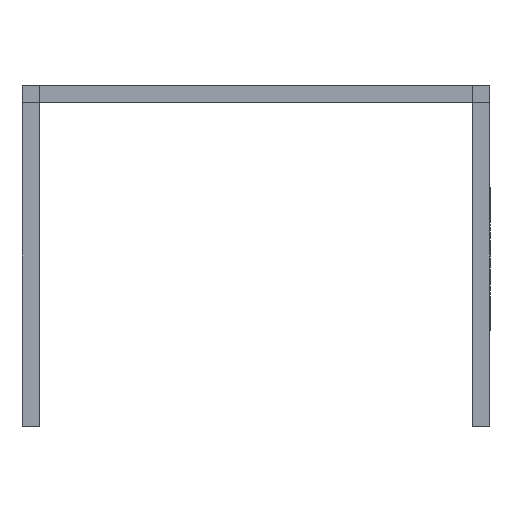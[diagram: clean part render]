
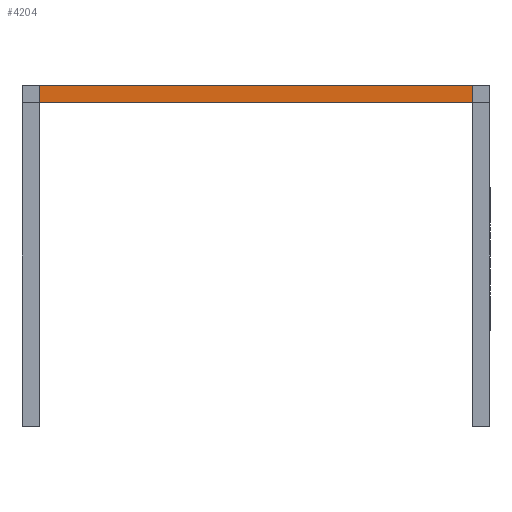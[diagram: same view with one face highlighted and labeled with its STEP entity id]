
A CAD part, front view. The second image highlights one B-rep face of the part: STEP entity #4204.
In plain terms, the highlighted planar face has unit normal (0, -1, 0).
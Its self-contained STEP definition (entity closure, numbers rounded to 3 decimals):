
#563 = DIRECTION ( 'NONE',  ( 1., 0., 0. ) ) ;
#780 = LINE ( 'NONE', #8501, #9798 ) ;
#916 = LINE ( 'NONE', #13687, #6949 ) ;
#1451 = FACE_OUTER_BOUND ( 'NONE', #2079, .T. ) ;
#1527 = ORIENTED_EDGE ( 'NONE', *, *, #8457, .T. ) ;
#2079 = EDGE_LOOP ( 'NONE', ( #12343, #7642, #1527, #3314 ) ) ;
#3105 = EDGE_CURVE ( 'NONE', #9689, #8873, #916, .T. ) ;
#3314 = ORIENTED_EDGE ( 'NONE', *, *, #3105, .F. ) ;
#4204 = ADVANCED_FACE ( 'NONE', ( #1451 ), #5219, .T. ) ;
#5219 = PLANE ( 'NONE',  #12278 ) ;
#5719 = VECTOR ( 'NONE', #563, 1000. ) ;
#6014 = DIRECTION ( 'NONE',  ( 0., -1., 0. ) ) ;
#6345 = DIRECTION ( 'NONE',  ( 0., 0., 1. ) ) ;
#6809 = VERTEX_POINT ( 'NONE', #14419 ) ;
#6949 = VECTOR ( 'NONE', #10986, 1000. ) ;
#7458 = LINE ( 'NONE', #14141, #8478 ) ;
#7642 = ORIENTED_EDGE ( 'NONE', *, *, #11141, .T. ) ;
#7706 = CARTESIAN_POINT ( 'NONE',  ( 25.5, -1000., 0. ) ) ;
#7848 = DIRECTION ( 'NONE',  ( 0., 0., 1. ) ) ;
#8457 = EDGE_CURVE ( 'NONE', #6809, #8873, #7458, .T. ) ;
#8478 = VECTOR ( 'NONE', #7848, 1000. ) ;
#8501 = CARTESIAN_POINT ( 'NONE',  ( -25.5, -1000., -2. ) ) ;
#8873 = VERTEX_POINT ( 'NONE', #7706 ) ;
#9318 = DIRECTION ( 'NONE',  ( 0., 0., -1. ) ) ;
#9689 = VERTEX_POINT ( 'NONE', #13042 ) ;
#9798 = VECTOR ( 'NONE', #6345, 1000. ) ;
#10291 = CARTESIAN_POINT ( 'NONE',  ( -27.5, -1000., -2. ) ) ;
#10341 = VERTEX_POINT ( 'NONE', #12108 ) ;
#10986 = DIRECTION ( 'NONE',  ( 1., 0., 0. ) ) ;
#11141 = EDGE_CURVE ( 'NONE', #10341, #6809, #12699, .T. ) ;
#11307 = CARTESIAN_POINT ( 'NONE',  ( -25.5, -1000., -2. ) ) ;
#12108 = CARTESIAN_POINT ( 'NONE',  ( -25.5, -1000., -2. ) ) ;
#12278 = AXIS2_PLACEMENT_3D ( 'NONE', #11307, #6014, #9318 ) ;
#12343 = ORIENTED_EDGE ( 'NONE', *, *, #12957, .F. ) ;
#12699 = LINE ( 'NONE', #10291, #5719 ) ;
#12957 = EDGE_CURVE ( 'NONE', #10341, #9689, #780, .T. ) ;
#13042 = CARTESIAN_POINT ( 'NONE',  ( -25.5, -1000., 0. ) ) ;
#13687 = CARTESIAN_POINT ( 'NONE',  ( -27.5, -1000., 0. ) ) ;
#14141 = CARTESIAN_POINT ( 'NONE',  ( 25.5, -1000., -2. ) ) ;
#14419 = CARTESIAN_POINT ( 'NONE',  ( 25.5, -1000., -2. ) ) ;
